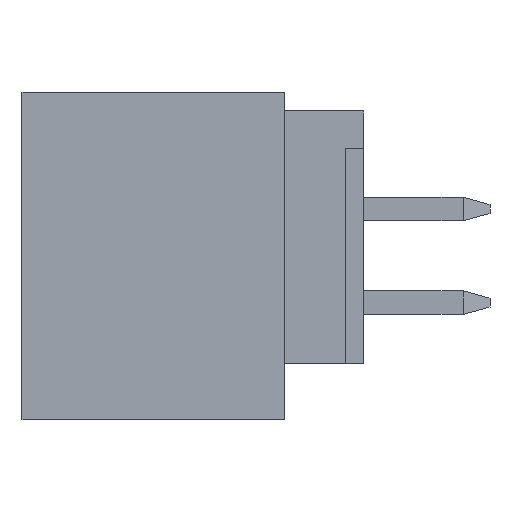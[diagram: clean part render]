
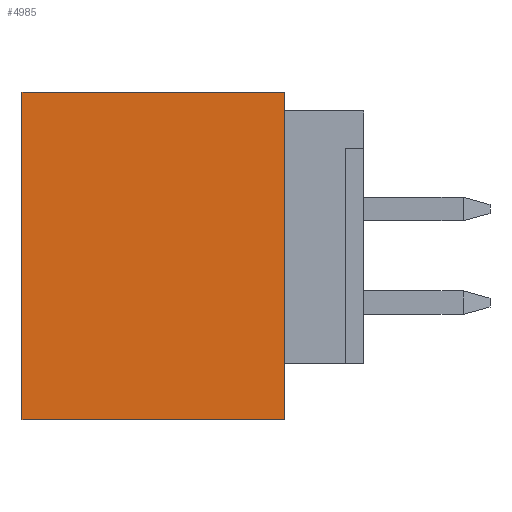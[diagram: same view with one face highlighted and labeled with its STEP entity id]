
A CAD part, left-side view. The second image highlights one B-rep face of the part: STEP entity #4985.
In plain terms, the highlighted planar face has unit normal (-1, 0, 0).
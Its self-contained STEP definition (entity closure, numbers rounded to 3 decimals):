
#1=DIRECTION('',(0.,-1.,0.));
#2=VECTOR('',#1,7.11);
#3=CARTESIAN_POINT('',(-13.97,3.555,-4.445));
#4=LINE('',#3,#2);
#17=DIRECTION('',(0.,0.,1.));
#18=VECTOR('',#17,8.89);
#19=CARTESIAN_POINT('',(-13.97,3.555,-4.445));
#20=LINE('',#19,#18);
#3581=DIRECTION('',(0.,0.,1.));
#3582=VECTOR('',#3581,8.89);
#3583=CARTESIAN_POINT('',(-13.97,-3.555,-4.445));
#3584=LINE('',#3583,#3582);
#3639=DIRECTION('',(0.,-1.,0.));
#3640=VECTOR('',#3639,7.11);
#3641=CARTESIAN_POINT('',(-13.97,3.555,4.445));
#3642=LINE('',#3641,#3640);
#3811=CARTESIAN_POINT('',(-13.97,3.555,-4.445));
#3812=CARTESIAN_POINT('',(-13.97,-3.555,-4.445));
#3813=VERTEX_POINT('',#3811);
#3814=VERTEX_POINT('',#3812);
#3819=CARTESIAN_POINT('',(-13.97,3.555,4.445));
#3820=CARTESIAN_POINT('',(-13.97,-3.555,4.445));
#3821=VERTEX_POINT('',#3819);
#3822=VERTEX_POINT('',#3820);
#4971=CARTESIAN_POINT('',(-13.97,3.555,-4.445));
#4972=DIRECTION('',(-1.,0.,0.));
#4973=DIRECTION('',(0.,-1.,0.));
#4974=AXIS2_PLACEMENT_3D('',#4971,#4972,#4973);
#4975=PLANE('',#4974);
#4976=ORIENTED_EDGE('',*,*,#4960,.F.);
#4978=ORIENTED_EDGE('',*,*,#4977,.T.);
#4980=ORIENTED_EDGE('',*,*,#4979,.T.);
#4982=ORIENTED_EDGE('',*,*,#4981,.F.);
#4983=EDGE_LOOP('',(#4976,#4978,#4980,#4982));
#4984=FACE_OUTER_BOUND('',#4983,.F.);
#4985=ADVANCED_FACE('',(#4984),#4975,.T.);
#4960=EDGE_CURVE('',#3813,#3814,#4,.T.);
#4977=EDGE_CURVE('',#3813,#3821,#20,.T.);
#4979=EDGE_CURVE('',#3821,#3822,#3642,.T.);
#4981=EDGE_CURVE('',#3814,#3822,#3584,.T.);
